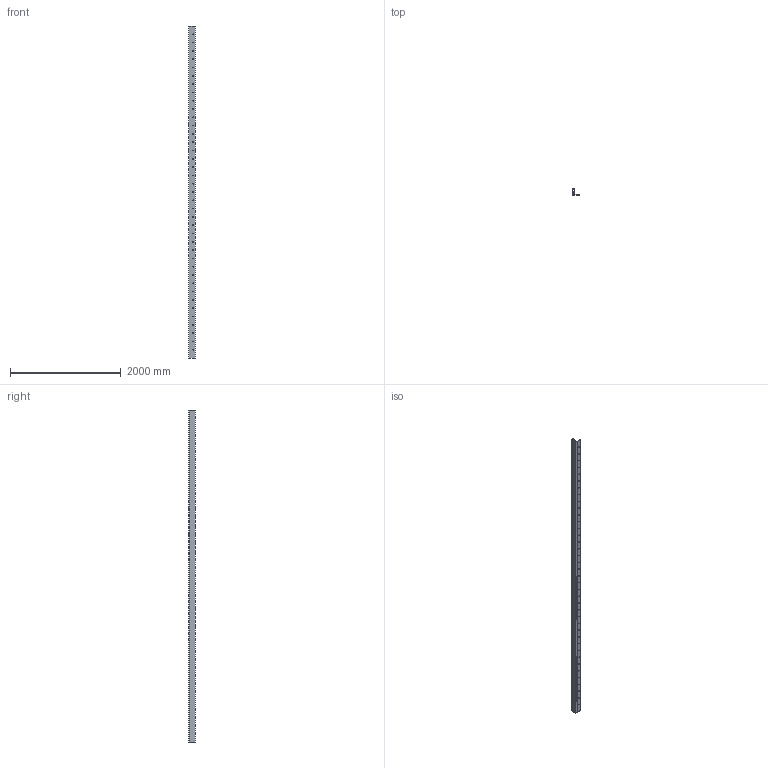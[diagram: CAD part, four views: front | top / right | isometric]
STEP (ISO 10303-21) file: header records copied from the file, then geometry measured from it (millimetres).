
FILE_DESCRIPTION (( 'STEP AP203' ), '1' );
FILE_NAME ('80400-ALU.STEP', '2018-05-04T08:50:04', ( '' ), ( '' ), 'SwSTEP 2.0', 'SolidWorks 2015', '' );
FILE_SCHEMA (( 'CONFIG_CONTROL_DESIGN' ));
Length unit declared in the file: millimetre
Products named in the file (1): 80400-ALU
Bounding box: 121 x 110 x 6000 mm (x, y, z)
Volume: 14561217.8 mm3; surface area: 3951585.9 mm2
Topology: 1 solids, 1 shells, 319 faces, 870 edges, 580 vertices
Faces by surface type: plane 136, bspline 99, cylinder 84
Entity records: 16047 total; most frequent: CARTESIAN_POINT 8245, ORIENTED_EDGE 1740, DIRECTION 1282, EDGE_CURVE 870, VERTEX_POINT 580, LINE 504, VECTOR 504, EDGE_LOOP 424
